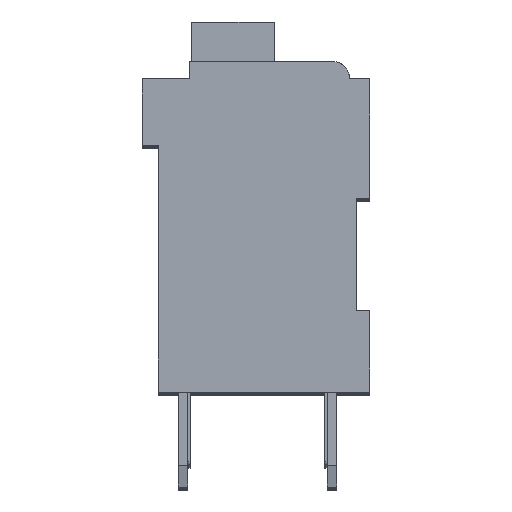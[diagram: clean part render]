
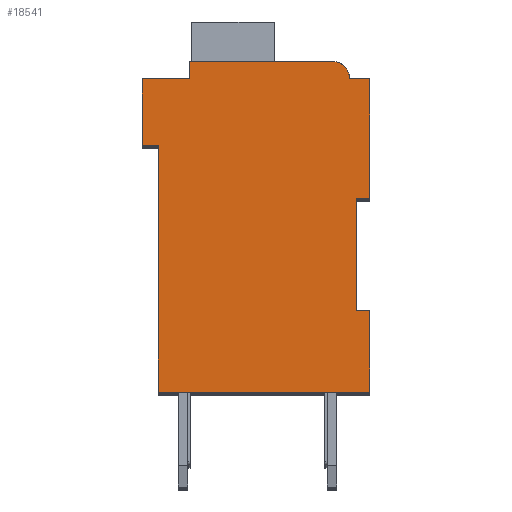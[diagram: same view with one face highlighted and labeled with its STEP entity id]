
A CAD part, top view. The second image highlights one B-rep face of the part: STEP entity #18541.
In plain terms, the highlighted planar face has unit normal (0, 0, 1).
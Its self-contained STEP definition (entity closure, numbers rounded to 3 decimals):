
#4530=DIRECTION('',(1.,0.,0.));
#4531=VECTOR('',#4530,0.5);
#4532=CARTESIAN_POINT('',(7.3,7.15,2.1));
#4533=LINE('',#4532,#4531);
#4534=DIRECTION('',(0.,1.,0.));
#4535=VECTOR('',#4534,4.15);
#4536=CARTESIAN_POINT('',(7.3,3.,2.1));
#4537=LINE('',#4536,#4535);
#4538=DIRECTION('',(-1.,0.,0.));
#4539=VECTOR('',#4538,0.5);
#4540=CARTESIAN_POINT('',(7.8,3.,2.1));
#4541=LINE('',#4540,#4539);
#4542=DIRECTION('',(0.,1.,0.));
#4543=VECTOR('',#4542,3.);
#4544=CARTESIAN_POINT('',(7.8,0.,2.1));
#4545=LINE('',#4544,#4543);
#4546=DIRECTION('',(1.,0.,0.));
#4547=VECTOR('',#4546,7.8);
#4548=CARTESIAN_POINT('',(0.,0.,2.1));
#4549=LINE('',#4548,#4547);
#4550=DIRECTION('',(0.,-1.,0.));
#4551=VECTOR('',#4550,9.1);
#4552=CARTESIAN_POINT('',(0.,9.1,2.1));
#4553=LINE('',#4552,#4551);
#4554=DIRECTION('',(1.,0.,0.));
#4555=VECTOR('',#4554,0.6);
#4556=CARTESIAN_POINT('',(-0.6,9.1,2.1));
#4557=LINE('',#4556,#4555);
#4558=DIRECTION('',(0.,-1.,0.));
#4559=VECTOR('',#4558,2.45);
#4560=CARTESIAN_POINT('',(-0.6,11.55,2.1));
#4561=LINE('',#4560,#4559);
#4562=DIRECTION('',(-1.,0.,0.));
#4563=VECTOR('',#4562,1.75);
#4564=CARTESIAN_POINT('',(1.15,11.55,2.1));
#4565=LINE('',#4564,#4563);
#4566=DIRECTION('',(0.,-1.,0.));
#4567=VECTOR('',#4566,0.65);
#4568=CARTESIAN_POINT('',(1.15,12.2,2.1));
#4569=LINE('',#4568,#4567);
#4570=DIRECTION('',(-1.,0.,0.));
#4571=VECTOR('',#4570,5.25);
#4572=CARTESIAN_POINT('',(6.4,12.2,2.1));
#4573=LINE('',#4572,#4571);
#4574=CARTESIAN_POINT('',(6.4,11.55,2.1));
#4575=DIRECTION('',(0.,0.,1.));
#4576=DIRECTION('',(1.,0.,0.));
#4577=AXIS2_PLACEMENT_3D('',#4574,#4575,#4576);
#4579=DIRECTION('',(-1.,0.,0.));
#4580=VECTOR('',#4579,0.75);
#4581=CARTESIAN_POINT('',(7.8,11.55,2.1));
#4582=LINE('',#4581,#4580);
#4583=DIRECTION('',(0.,1.,0.));
#4584=VECTOR('',#4583,4.4);
#4585=CARTESIAN_POINT('',(7.8,7.15,2.1));
#4586=LINE('',#4585,#4584);
#10711=CARTESIAN_POINT('',(7.3,7.15,2.1));
#10712=CARTESIAN_POINT('',(7.8,7.15,2.1));
#10713=VERTEX_POINT('',#10711);
#10714=VERTEX_POINT('',#10712);
#10715=CARTESIAN_POINT('',(7.8,11.55,2.1));
#10716=VERTEX_POINT('',#10715);
#10717=CARTESIAN_POINT('',(7.05,11.55,2.1));
#10718=VERTEX_POINT('',#10717);
#10719=CARTESIAN_POINT('',(6.4,12.2,2.1));
#10720=VERTEX_POINT('',#10719);
#10721=CARTESIAN_POINT('',(1.15,12.2,2.1));
#10722=VERTEX_POINT('',#10721);
#10723=CARTESIAN_POINT('',(1.15,11.55,2.1));
#10724=VERTEX_POINT('',#10723);
#10725=CARTESIAN_POINT('',(-0.6,11.55,2.1));
#10726=VERTEX_POINT('',#10725);
#10727=CARTESIAN_POINT('',(-0.6,9.1,2.1));
#10728=VERTEX_POINT('',#10727);
#10729=CARTESIAN_POINT('',(0.,9.1,2.1));
#10730=VERTEX_POINT('',#10729);
#10731=CARTESIAN_POINT('',(0.,0.,2.1));
#10732=VERTEX_POINT('',#10731);
#10733=CARTESIAN_POINT('',(7.8,0.,2.1));
#10734=VERTEX_POINT('',#10733);
#10735=CARTESIAN_POINT('',(7.8,3.,2.1));
#10736=VERTEX_POINT('',#10735);
#10737=CARTESIAN_POINT('',(7.3,3.,2.1));
#10738=VERTEX_POINT('',#10737);
#18520=CARTESIAN_POINT('',(0.,0.,2.1));
#18521=DIRECTION('',(0.,0.,1.));
#18522=DIRECTION('',(1.,0.,0.));
#18523=AXIS2_PLACEMENT_3D('',#18520,#18521,#18522);
#18524=PLANE('',#18523);
#18525=ORIENTED_EDGE('',*,*,#14112,.F.);
#18526=ORIENTED_EDGE('',*,*,#14638,.F.);
#18527=ORIENTED_EDGE('',*,*,#15046,.F.);
#18528=ORIENTED_EDGE('',*,*,#15311,.F.);
#18529=ORIENTED_EDGE('',*,*,#15624,.F.);
#18530=ORIENTED_EDGE('',*,*,#16078,.F.);
#18531=ORIENTED_EDGE('',*,*,#16228,.F.);
#18532=ORIENTED_EDGE('',*,*,#16529,.F.);
#18533=ORIENTED_EDGE('',*,*,#16877,.F.);
#18534=ORIENTED_EDGE('',*,*,#17390,.F.);
#18535=ORIENTED_EDGE('',*,*,#17788,.F.);
#18536=ORIENTED_EDGE('',*,*,#16928,.F.);
#18537=ORIENTED_EDGE('',*,*,#17241,.F.);
#18538=ORIENTED_EDGE('',*,*,#14533,.F.);
#18539=EDGE_LOOP('',(#18525,#18526,#18527,#18528,#18529,#18530,#18531,#18532,
#18533,#18534,#18535,#18536,#18537,#18538));
#18540=FACE_OUTER_BOUND('',#18539,.F.);
#4578=CIRCLE('',#4577,0.65);
#14112=EDGE_CURVE('',#10713,#10714,#4533,.T.);
#14533=EDGE_CURVE('',#10714,#10716,#4586,.T.);
#14638=EDGE_CURVE('',#10738,#10713,#4537,.T.);
#15046=EDGE_CURVE('',#10736,#10738,#4541,.T.);
#15311=EDGE_CURVE('',#10734,#10736,#4545,.T.);
#15624=EDGE_CURVE('',#10732,#10734,#4549,.T.);
#16078=EDGE_CURVE('',#10730,#10732,#4553,.T.);
#16228=EDGE_CURVE('',#10728,#10730,#4557,.T.);
#16529=EDGE_CURVE('',#10726,#10728,#4561,.T.);
#16877=EDGE_CURVE('',#10724,#10726,#4565,.T.);
#16928=EDGE_CURVE('',#10718,#10720,#4578,.T.);
#17241=EDGE_CURVE('',#10716,#10718,#4582,.T.);
#17390=EDGE_CURVE('',#10722,#10724,#4569,.T.);
#17788=EDGE_CURVE('',#10720,#10722,#4573,.T.);
#18541=ADVANCED_FACE('',(#18540),#18524,.T.);
